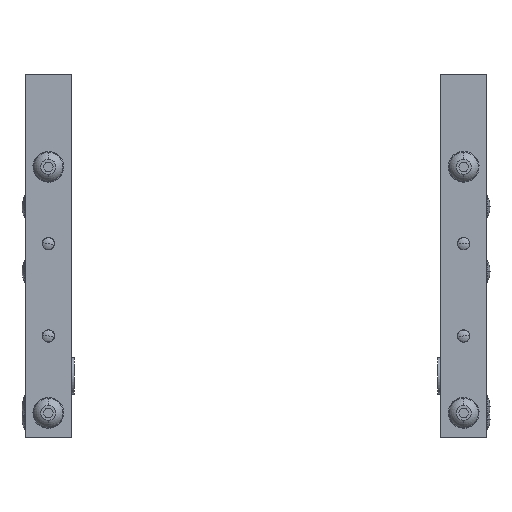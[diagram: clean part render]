
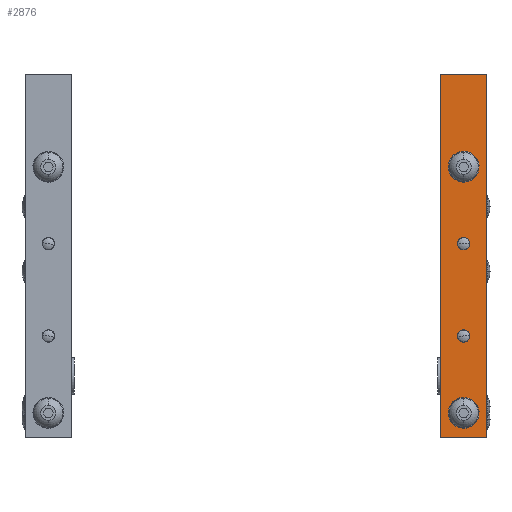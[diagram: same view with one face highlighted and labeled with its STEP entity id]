
A CAD part, front view. The second image highlights one B-rep face of the part: STEP entity #2876.
In plain terms, the highlighted planar face has unit normal (0, -1, 0).
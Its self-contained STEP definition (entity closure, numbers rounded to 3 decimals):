
#36 = DIRECTION ( 'NONE',  ( 0., 0., -1. ) ) ;
#164 = VERTEX_POINT ( 'NONE', #3667 ) ;
#228 = LINE ( 'NONE', #2271, #5223 ) ;
#251 = DIRECTION ( 'NONE',  ( 0., -1., 0. ) ) ;
#386 = CARTESIAN_POINT ( 'NONE',  ( -85., -50.6, -7.5 ) ) ;
#392 = ORIENTED_EDGE ( 'NONE', *, *, #597, .F. ) ;
#444 = DIRECTION ( 'NONE',  ( 0., 0., -1. ) ) ;
#449 = CARTESIAN_POINT ( 'NONE',  ( -85., -50.6, 7.5 ) ) ;
#518 = CIRCLE ( 'NONE', #5044, 2.1 ) ;
#555 = CIRCLE ( 'NONE', #2232, 2. ) ;
#597 = EDGE_CURVE ( 'NONE', #697, #164, #555, .T. ) ;
#697 = VERTEX_POINT ( 'NONE', #3334 ) ;
#788 = DIRECTION ( 'NONE',  ( 0., 0., -1. ) ) ;
#792 = ORIENTED_EDGE ( 'NONE', *, *, #4834, .F. ) ;
#828 = CARTESIAN_POINT ( 'NONE',  ( -55., -50.6, 2.1 ) ) ;
#870 = DIRECTION ( 'NONE',  ( 0., 0., 1. ) ) ;
#881 = EDGE_CURVE ( 'NONE', #3679, #4492, #1188, .T. ) ;
#916 = CARTESIAN_POINT ( 'NONE',  ( 0., -50.6, 0. ) ) ;
#1112 = DIRECTION ( 'NONE',  ( 0., 0., -1. ) ) ;
#1129 = AXIS2_PLACEMENT_3D ( 'NONE', #916, #3745, #36 ) ;
#1160 = DIRECTION ( 'NONE',  ( 0., -1., 0. ) ) ;
#1171 = FACE_BOUND ( 'NONE', #3714, .T. ) ;
#1188 = CIRCLE ( 'NONE', #2963, 2.1 ) ;
#1203 = CARTESIAN_POINT ( 'NONE',  ( 0., -50.6, 2. ) ) ;
#1239 = VERTEX_POINT ( 'NONE', #3291 ) ;
#1363 = ORIENTED_EDGE ( 'NONE', *, *, #4946, .F. ) ;
#1431 = CARTESIAN_POINT ( 'NONE',  ( 0., -50.6, 0. ) ) ;
#1603 = FACE_OUTER_BOUND ( 'NONE', #4451, .T. ) ;
#1618 = DIRECTION ( 'NONE',  ( 1., 0., 0. ) ) ;
#1664 = VECTOR ( 'NONE', #2542, 1000. ) ;
#1675 = EDGE_CURVE ( 'NONE', #3947, #2768, #228, .T. ) ;
#1694 = VERTEX_POINT ( 'NONE', #828 ) ;
#1736 = EDGE_CURVE ( 'NONE', #4862, #2768, #2756, .T. ) ;
#1787 = EDGE_CURVE ( 'NONE', #4492, #3679, #1983, .T. ) ;
#1854 = ORIENTED_EDGE ( 'NONE', *, *, #2571, .F. ) ;
#1913 = ORIENTED_EDGE ( 'NONE', *, *, #2813, .T. ) ;
#1941 = AXIS2_PLACEMENT_3D ( 'NONE', #3289, #2068, #2483 ) ;
#1964 = EDGE_LOOP ( 'NONE', ( #392, #1854 ) ) ;
#1973 = ORIENTED_EDGE ( 'NONE', *, *, #1675, .F. ) ;
#1983 = CIRCLE ( 'NONE', #3215, 2.1 ) ;
#1987 = CARTESIAN_POINT ( 'NONE',  ( 25., -50.6, 0. ) ) ;
#2068 = DIRECTION ( 'NONE',  ( 0., -1., 0. ) ) ;
#2096 = FACE_BOUND ( 'NONE', #3103, .T. ) ;
#2163 = CARTESIAN_POINT ( 'NONE',  ( 25., -50.6, 0. ) ) ;
#2211 = DIRECTION ( 'NONE',  ( 0., 0., -1. ) ) ;
#2232 = AXIS2_PLACEMENT_3D ( 'NONE', #3573, #3538, #5140 ) ;
#2271 = CARTESIAN_POINT ( 'NONE',  ( 33., -50.6, 7.5 ) ) ;
#2303 = CARTESIAN_POINT ( 'NONE',  ( 33., -50.6, 7.5 ) ) ;
#2377 = CARTESIAN_POINT ( 'NONE',  ( -55., -50.6, -2.1 ) ) ;
#2388 = CIRCLE ( 'NONE', #3928, 2.1 ) ;
#2391 = ORIENTED_EDGE ( 'NONE', *, *, #3494, .F. ) ;
#2407 = VERTEX_POINT ( 'NONE', #4839 ) ;
#2465 = VECTOR ( 'NONE', #788, 1000. ) ;
#2483 = DIRECTION ( 'NONE',  ( 0., 0., -1. ) ) ;
#2534 = CIRCLE ( 'NONE', #1941, 2. ) ;
#2535 = VERTEX_POINT ( 'NONE', #2377 ) ;
#2542 = DIRECTION ( 'NONE',  ( 1., 0., 0. ) ) ;
#2571 = EDGE_CURVE ( 'NONE', #164, #697, #2534, .T. ) ;
#2743 = LINE ( 'NONE', #3876, #1664 ) ;
#2756 = LINE ( 'NONE', #386, #4034 ) ;
#2768 = VERTEX_POINT ( 'NONE', #2834 ) ;
#2791 = DIRECTION ( 'NONE',  ( 0., 0., -1. ) ) ;
#2813 = EDGE_CURVE ( 'NONE', #2407, #4862, #3843, .T. ) ;
#2818 = EDGE_CURVE ( 'NONE', #2407, #3947, #2743, .T. ) ;
#2834 = CARTESIAN_POINT ( 'NONE',  ( 33., -50.6, -7.5 ) ) ;
#2869 = PLANE ( 'NONE',  #5201 ) ;
#2873 = VERTEX_POINT ( 'NONE', #1203 ) ;
#2876 = ADVANCED_FACE ( 'NONE', ( #1171, #4274, #3197, #2096, #1603 ), #2869, .F. ) ;
#2963 = AXIS2_PLACEMENT_3D ( 'NONE', #2163, #3478, #2211 ) ;
#3001 = CARTESIAN_POINT ( 'NONE',  ( 25., -50.6, -2.1 ) ) ;
#3035 = ORIENTED_EDGE ( 'NONE', *, *, #881, .F. ) ;
#3103 = EDGE_LOOP ( 'NONE', ( #3881, #792 ) ) ;
#3151 = DIRECTION ( 'NONE',  ( 0., 0., -1. ) ) ;
#3196 = CARTESIAN_POINT ( 'NONE',  ( -85., -50.6, -7.5 ) ) ;
#3197 = FACE_BOUND ( 'NONE', #4446, .T. ) ;
#3215 = AXIS2_PLACEMENT_3D ( 'NONE', #1987, #4477, #444 ) ;
#3287 = DIRECTION ( 'NONE',  ( 0., 1., 0. ) ) ;
#3289 = CARTESIAN_POINT ( 'NONE',  ( -30., -50.6, 0. ) ) ;
#3291 = CARTESIAN_POINT ( 'NONE',  ( 0., -50.6, -2. ) ) ;
#3334 = CARTESIAN_POINT ( 'NONE',  ( -30., -50.6, -2. ) ) ;
#3362 = CIRCLE ( 'NONE', #1129, 2. ) ;
#3478 = DIRECTION ( 'NONE',  ( 0., -1., 0. ) ) ;
#3494 = EDGE_CURVE ( 'NONE', #2873, #1239, #4067, .T. ) ;
#3538 = DIRECTION ( 'NONE',  ( 0., -1., 0. ) ) ;
#3573 = CARTESIAN_POINT ( 'NONE',  ( -30., -50.6, 0. ) ) ;
#3667 = CARTESIAN_POINT ( 'NONE',  ( -30., -50.6, 2. ) ) ;
#3679 = VERTEX_POINT ( 'NONE', #3883 ) ;
#3714 = EDGE_LOOP ( 'NONE', ( #1363, #2391 ) ) ;
#3745 = DIRECTION ( 'NONE',  ( 0., -1., 0. ) ) ;
#3823 = DIRECTION ( 'NONE',  ( 0., 0., -1. ) ) ;
#3843 = LINE ( 'NONE', #5212, #2465 ) ;
#3876 = CARTESIAN_POINT ( 'NONE',  ( -85., -50.6, 7.5 ) ) ;
#3881 = ORIENTED_EDGE ( 'NONE', *, *, #3925, .F. ) ;
#3883 = CARTESIAN_POINT ( 'NONE',  ( 25., -50.6, 2.1 ) ) ;
#3925 = EDGE_CURVE ( 'NONE', #2535, #1694, #518, .T. ) ;
#3928 = AXIS2_PLACEMENT_3D ( 'NONE', #5211, #1160, #2791 ) ;
#3947 = VERTEX_POINT ( 'NONE', #2303 ) ;
#4034 = VECTOR ( 'NONE', #1618, 1000. ) ;
#4067 = CIRCLE ( 'NONE', #4209, 2. ) ;
#4209 = AXIS2_PLACEMENT_3D ( 'NONE', #1431, #5006, #3823 ) ;
#4263 = ORIENTED_EDGE ( 'NONE', *, *, #1736, .T. ) ;
#4274 = FACE_BOUND ( 'NONE', #1964, .T. ) ;
#4344 = CARTESIAN_POINT ( 'NONE',  ( -55., -50.6, 0. ) ) ;
#4446 = EDGE_LOOP ( 'NONE', ( #5024, #3035 ) ) ;
#4451 = EDGE_LOOP ( 'NONE', ( #4263, #1973, #4930, #1913 ) ) ;
#4477 = DIRECTION ( 'NONE',  ( 0., -1., 0. ) ) ;
#4492 = VERTEX_POINT ( 'NONE', #3001 ) ;
#4834 = EDGE_CURVE ( 'NONE', #1694, #2535, #2388, .T. ) ;
#4839 = CARTESIAN_POINT ( 'NONE',  ( -85., -50.6, 7.5 ) ) ;
#4862 = VERTEX_POINT ( 'NONE', #3196 ) ;
#4930 = ORIENTED_EDGE ( 'NONE', *, *, #2818, .F. ) ;
#4946 = EDGE_CURVE ( 'NONE', #1239, #2873, #3362, .T. ) ;
#5006 = DIRECTION ( 'NONE',  ( 0., -1., 0. ) ) ;
#5024 = ORIENTED_EDGE ( 'NONE', *, *, #1787, .F. ) ;
#5044 = AXIS2_PLACEMENT_3D ( 'NONE', #4344, #251, #1112 ) ;
#5140 = DIRECTION ( 'NONE',  ( 0., 0., -1. ) ) ;
#5201 = AXIS2_PLACEMENT_3D ( 'NONE', #449, #3287, #870 ) ;
#5211 = CARTESIAN_POINT ( 'NONE',  ( -55., -50.6, 0. ) ) ;
#5212 = CARTESIAN_POINT ( 'NONE',  ( -85., -50.6, 7.5 ) ) ;
#5223 = VECTOR ( 'NONE', #3151, 1000. ) ;
